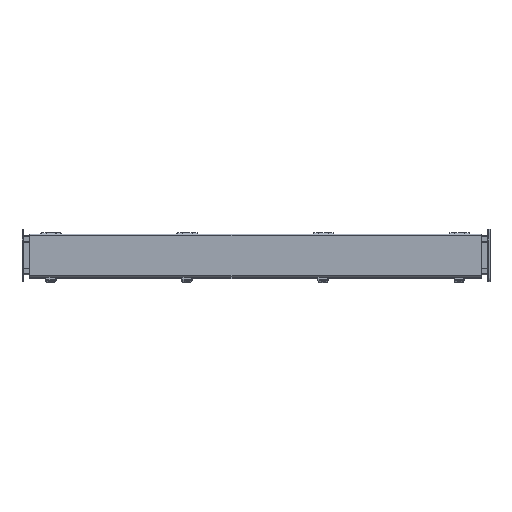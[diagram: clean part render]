
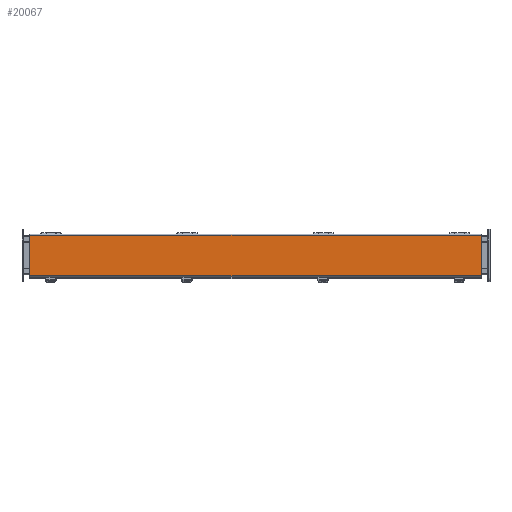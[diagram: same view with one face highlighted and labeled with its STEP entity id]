
A CAD part, top view. The second image highlights one B-rep face of the part: STEP entity #20067.
In plain terms, the highlighted planar face has unit normal (0, 0, 1).
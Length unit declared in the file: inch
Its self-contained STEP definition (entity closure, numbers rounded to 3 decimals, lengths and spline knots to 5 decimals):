
#53 = CARTESIAN_POINT ( 'NONE',  ( 23.25, -2.0805, 4.172 ) ) ;
#345 = CARTESIAN_POINT ( 'NONE',  ( -23.218, -2.1885, 4.172 ) ) ;
#465 = FACE_OUTER_BOUND ( 'NONE', #6669, .T. ) ;
#526 = EDGE_CURVE ( 'NONE', #16808, #10502, #16258, .T. ) ;
#775 = VECTOR ( 'NONE', #3740, 39.37008 ) ;
#993 = VECTOR ( 'NONE', #8041, 39.37008 ) ;
#1963 = EDGE_CURVE ( 'NONE', #21836, #16808, #9056, .T. ) ;
#2014 = DIRECTION ( 'NONE',  ( 0., 0., 1. ) ) ;
#2511 = CARTESIAN_POINT ( 'NONE',  ( -23.218, -2.1885, 4.172 ) ) ;
#3740 = DIRECTION ( 'NONE',  ( -1., 0., 0. ) ) ;
#4463 = DIRECTION ( 'NONE',  ( 0., 1., 0. ) ) ;
#5798 = DIRECTION ( 'NONE',  ( 1., 0., 0. ) ) ;
#5874 = ORIENTED_EDGE ( 'NONE', *, *, #22764, .T. ) ;
#6543 = VECTOR ( 'NONE', #11480, 39.37008 ) ;
#6669 = EDGE_LOOP ( 'NONE', ( #17562, #7641, #5874, #21011 ) ) ;
#7641 = ORIENTED_EDGE ( 'NONE', *, *, #18556, .T. ) ;
#8041 = DIRECTION ( 'NONE',  ( 1., 0., 0. ) ) ;
#8269 = LINE ( 'NONE', #18888, #993 ) ;
#9056 = LINE ( 'NONE', #14601, #775 ) ;
#9327 = PLANE ( 'NONE',  #22311 ) ;
#10502 = VERTEX_POINT ( 'NONE', #23230 ) ;
#11480 = DIRECTION ( 'NONE',  ( 0., -1., 0. ) ) ;
#14601 = CARTESIAN_POINT ( 'NONE',  ( -23.218, 2.0785, 4.172 ) ) ;
#16258 = LINE ( 'NONE', #2511, #6543 ) ;
#16710 = VECTOR ( 'NONE', #4463, 39.37008 ) ;
#16808 = VERTEX_POINT ( 'NONE', #20801 ) ;
#17562 = ORIENTED_EDGE ( 'NONE', *, *, #526, .T. ) ;
#17984 = CARTESIAN_POINT ( 'NONE',  ( 23.25, 2.0785, 4.172 ) ) ;
#18556 = EDGE_CURVE ( 'NONE', #10502, #19227, #8269, .T. ) ;
#18888 = CARTESIAN_POINT ( 'NONE',  ( -23.218, -2.0805, 4.172 ) ) ;
#19227 = VERTEX_POINT ( 'NONE', #53 ) ;
#20067 = ADVANCED_FACE ( 'NONE', ( #465 ), #9327, .T. ) ;
#20278 = LINE ( 'NONE', #20635, #16710 ) ;
#20635 = CARTESIAN_POINT ( 'NONE',  ( 23.25, -2.1885, 4.172 ) ) ;
#20801 = CARTESIAN_POINT ( 'NONE',  ( -23.218, 2.0785, 4.172 ) ) ;
#21011 = ORIENTED_EDGE ( 'NONE', *, *, #1963, .T. ) ;
#21836 = VERTEX_POINT ( 'NONE', #17984 ) ;
#22311 = AXIS2_PLACEMENT_3D ( 'NONE', #345, #2014, #5798 ) ;
#22764 = EDGE_CURVE ( 'NONE', #19227, #21836, #20278, .T. ) ;
#23230 = CARTESIAN_POINT ( 'NONE',  ( -23.218, -2.0805, 4.172 ) ) ;
